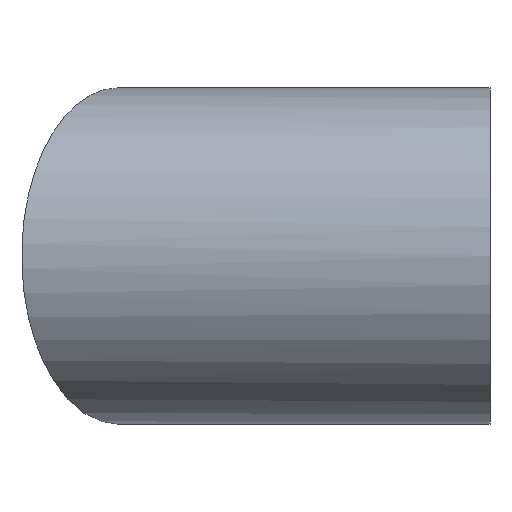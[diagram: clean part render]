
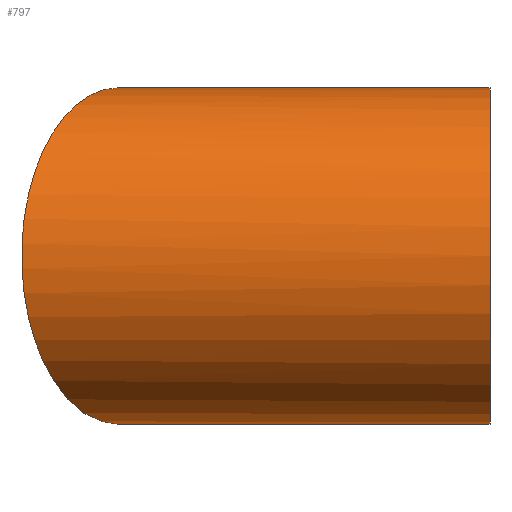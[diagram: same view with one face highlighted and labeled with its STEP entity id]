
A CAD part, left-side view. The second image highlights one B-rep face of the part: STEP entity #797.
In plain terms, the highlighted cylindrical face has radius 62.5 mm (diameter 125 mm), a full revolution.
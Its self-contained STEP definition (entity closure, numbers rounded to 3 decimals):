
#797 = ADVANCED_FACE( '', ( #2193, #2194 ), #2195, .T. );
#2193 = FACE_OUTER_BOUND( '', #4524, .T. );
#2194 = FACE_OUTER_BOUND( '', #4525, .T. );
#2195 = CYLINDRICAL_SURFACE( '', #4526, 62.5 );
#4524 = EDGE_LOOP( '', ( #7013 ) );
#4525 = EDGE_LOOP( '', ( #7014 ) );
#4526 = AXIS2_PLACEMENT_3D( '', #7015, #7016, #7017 );
#7013 = ORIENTED_EDGE( '', *, *, #13511, .T. );
#7014 = ORIENTED_EDGE( '', *, *, #13512, .F. );
#7015 = CARTESIAN_POINT( '', ( 0., 0., 0. ) );
#7016 = DIRECTION( '', ( 0., 1., 0. ) );
#7017 = DIRECTION( '', ( 0., 0., -1. ) );
#13511 = EDGE_CURVE( '', #16279, #16279, #16280, .F. );
#13512 = EDGE_CURVE( '', #16281, #16281, #16282, .T. );
#16279 = VERTEX_POINT( '', #20368 );
#16280 = ELLIPSE( '', #20369, 72.169, 62.5 );
#16281 = VERTEX_POINT( '', #20370 );
#16282 = CIRCLE( '', #20371, 62.5 );
#20368 = CARTESIAN_POINT( '', ( 62.5, 101.732, 0. ) );
#20369 = AXIS2_PLACEMENT_3D( '', #25994, #25995, #25996 );
#20370 = CARTESIAN_POINT( '', ( 0., 0., -62.5 ) );
#20371 = AXIS2_PLACEMENT_3D( '', #25997, #25998, #25999 );
#25994 = CARTESIAN_POINT( '', ( 0., 137.816, 0. ) );
#25995 = DIRECTION( '', ( 0.5, 0.866, 0. ) );
#25996 = DIRECTION( '', ( 0.866, -0.5, 0. ) );
#25997 = CARTESIAN_POINT( '', ( 0., 0., 0. ) );
#25998 = DIRECTION( '', ( 0., -1., 0. ) );
#25999 = DIRECTION( '', ( 0., 0., -1. ) );
